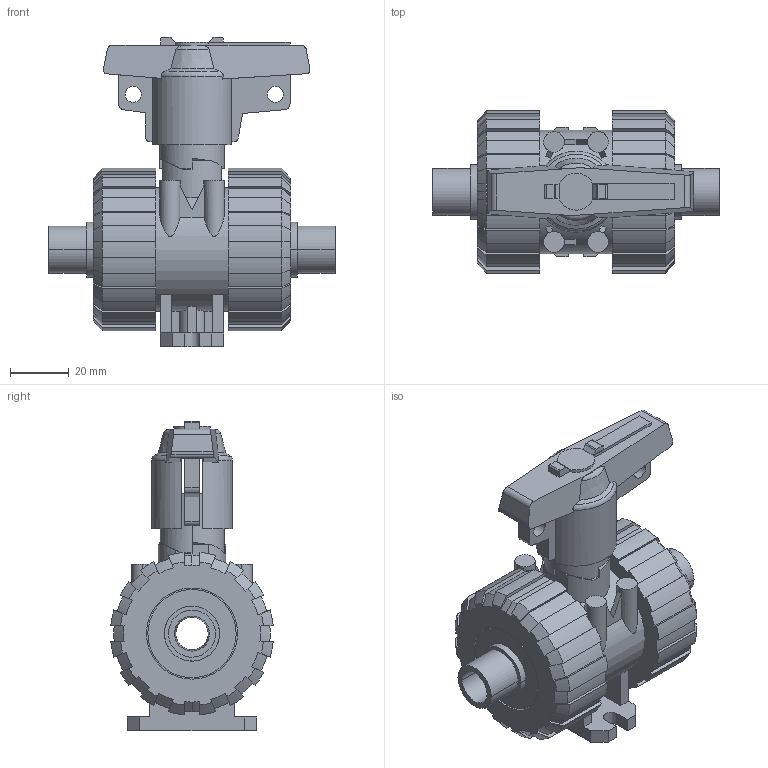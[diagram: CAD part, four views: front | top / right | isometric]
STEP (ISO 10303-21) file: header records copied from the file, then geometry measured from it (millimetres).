
FILE_DESCRIPTION(('STEP AP214'),'1');
FILE_NAME('cctmp_D1FCC35B-A789-4BD4-A76E-CB2FB31AD4BA_2021_10_22_07_34_39_0323..stp','2021-10-22T05:34:39',('Praher Valves GmbH'),('CADClick - www.CADClick.com'),'Spatial InterOp 3D',' ','unknown authorization');
FILE_SCHEMA(('AUTOMOTIVE_DESIGN'));
Length unit declared in the file: millimetre
Products named in the file (7): cc_unnamed; 210118_5; 210118_4; 210118_3; 210118_2; 210118_1; 210118
Assembly tree (6 placements, depth 2):
  cc_unnamed
    210118_5
    210118_4
    210118_3
    210118_2
    210118_1
    210118
Bounding box: 97.5 x 55.24 x 105.17 mm (x, y, z)
Volume: 159901.2 mm3; surface area: 55639.9 mm2
Topology: 6 solids, 6 shells, 443 faces, 1264 edges, 840 vertices
Faces by surface type: plane 213, cylinder 118, cone 80, bspline 24, torus 8
Entity records: 19751 total; most frequent: CARTESIAN_POINT 4727, ORIENTED_EDGE 2528, DIRECTION 2264, EDGE_CURVE 1264, VERTEX_POINT 840, AXIS2_PLACEMENT_3D 810, LINE 644, VECTOR 644
